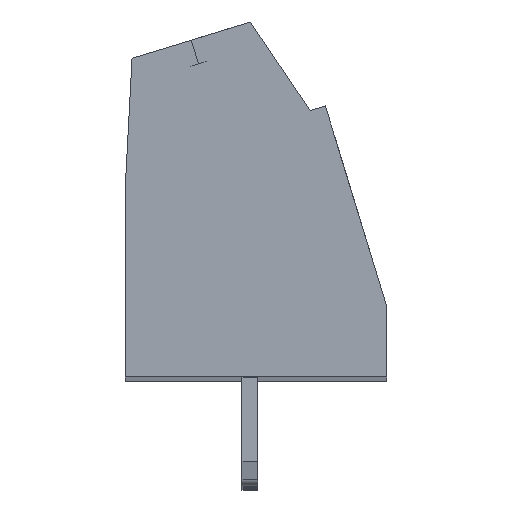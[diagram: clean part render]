
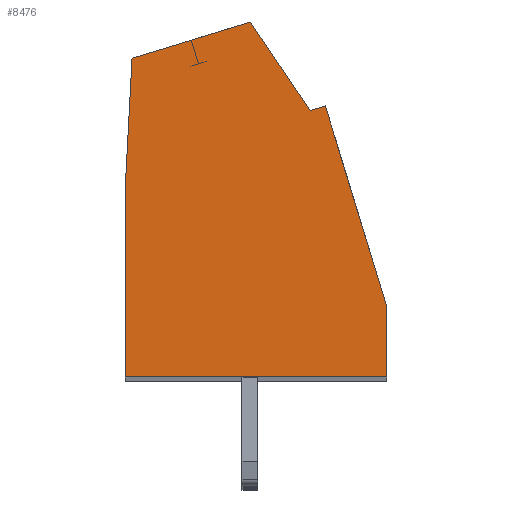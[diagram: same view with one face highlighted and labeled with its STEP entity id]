
A CAD part, top view. The second image highlights one B-rep face of the part: STEP entity #8476.
In plain terms, the highlighted planar face has unit normal (0, 0, 1).
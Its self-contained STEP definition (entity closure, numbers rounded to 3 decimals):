
#1001=DIRECTION('',(-0.292,0.956,0.));
#1002=VECTOR('',#1001,6.75);
#1003=CARTESIAN_POINT('',(4.2,-5.45,1.75));
#1004=LINE('',#1003,#1002);
#1005=DIRECTION('',(0.,1.,0.));
#1006=VECTOR('',#1005,2.25);
#1007=CARTESIAN_POINT('',(4.2,-7.7,1.75));
#1008=LINE('',#1007,#1006);
#1009=DIRECTION('',(1.,0.,0.));
#1010=VECTOR('',#1009,8.4);
#1011=CARTESIAN_POINT('',(-4.2,-7.7,1.75));
#1012=LINE('',#1011,#1010);
#1013=DIRECTION('',(0.,-1.,0.));
#1014=VECTOR('',#1013,6.071);
#1015=CARTESIAN_POINT('',(-4.2,-1.629,1.75));
#1016=LINE('',#1015,#1014);
#1017=DIRECTION('',(-0.052,-0.999,0.));
#1018=VECTOR('',#1017,4.172);
#1019=CARTESIAN_POINT('',(-3.982,2.537,1.75));
#1020=LINE('',#1019,#1018);
#1021=DIRECTION('',(-0.956,-0.292,0.));
#1022=VECTOR('',#1021,3.978);
#1023=CARTESIAN_POINT('',(-0.177,3.7,1.75));
#1024=LINE('',#1023,#1022);
#1025=DIRECTION('',(-0.559,0.829,0.));
#1026=VECTOR('',#1025,3.43);
#1027=CARTESIAN_POINT('',(1.741,0.857,1.75));
#1028=LINE('',#1027,#1026);
#1029=DIRECTION('',(-0.956,-0.292,0.));
#1030=VECTOR('',#1029,0.508);
#1031=CARTESIAN_POINT('',(2.226,1.005,1.75));
#1032=LINE('',#1031,#1030);
#5977=CARTESIAN_POINT('',(4.2,-5.45,1.75));
#5978=CARTESIAN_POINT('',(2.226,1.005,1.75));
#5979=VERTEX_POINT('',#5977);
#5980=VERTEX_POINT('',#5978);
#5981=CARTESIAN_POINT('',(1.741,0.857,1.75));
#5982=VERTEX_POINT('',#5981);
#5983=CARTESIAN_POINT('',(-0.177,3.7,1.75));
#5984=VERTEX_POINT('',#5983);
#5985=CARTESIAN_POINT('',(-3.982,2.537,1.75));
#5986=VERTEX_POINT('',#5985);
#5987=CARTESIAN_POINT('',(-4.2,-1.629,1.75));
#5988=VERTEX_POINT('',#5987);
#5989=CARTESIAN_POINT('',(-4.2,-7.7,1.75));
#5990=VERTEX_POINT('',#5989);
#5991=CARTESIAN_POINT('',(4.2,-7.7,1.75));
#5992=VERTEX_POINT('',#5991);
#8461=CARTESIAN_POINT('',(0.,0.,1.75));
#8462=DIRECTION('',(0.,0.,1.));
#8463=DIRECTION('',(1.,0.,0.));
#8464=AXIS2_PLACEMENT_3D('',#8461,#8462,#8463);
#8465=PLANE('',#8464);
#8466=ORIENTED_EDGE('',*,*,#7785,.F.);
#8467=ORIENTED_EDGE('',*,*,#8020,.F.);
#8468=ORIENTED_EDGE('',*,*,#8034,.F.);
#8469=ORIENTED_EDGE('',*,*,#8268,.F.);
#8470=ORIENTED_EDGE('',*,*,#8282,.F.);
#8471=ORIENTED_EDGE('',*,*,#8296,.F.);
#8472=ORIENTED_EDGE('',*,*,#8442,.F.);
#8473=ORIENTED_EDGE('',*,*,#8455,.F.);
#8474=EDGE_LOOP('',(#8466,#8467,#8468,#8469,#8470,#8471,#8472,#8473));
#8475=FACE_OUTER_BOUND('',#8474,.F.);
#7785=EDGE_CURVE('',#5979,#5980,#1004,.T.);
#8020=EDGE_CURVE('',#5992,#5979,#1008,.T.);
#8034=EDGE_CURVE('',#5990,#5992,#1012,.T.);
#8268=EDGE_CURVE('',#5988,#5990,#1016,.T.);
#8282=EDGE_CURVE('',#5986,#5988,#1020,.T.);
#8296=EDGE_CURVE('',#5984,#5986,#1024,.T.);
#8442=EDGE_CURVE('',#5982,#5984,#1028,.T.);
#8455=EDGE_CURVE('',#5980,#5982,#1032,.T.);
#8476=ADVANCED_FACE('',(#8475),#8465,.T.);
